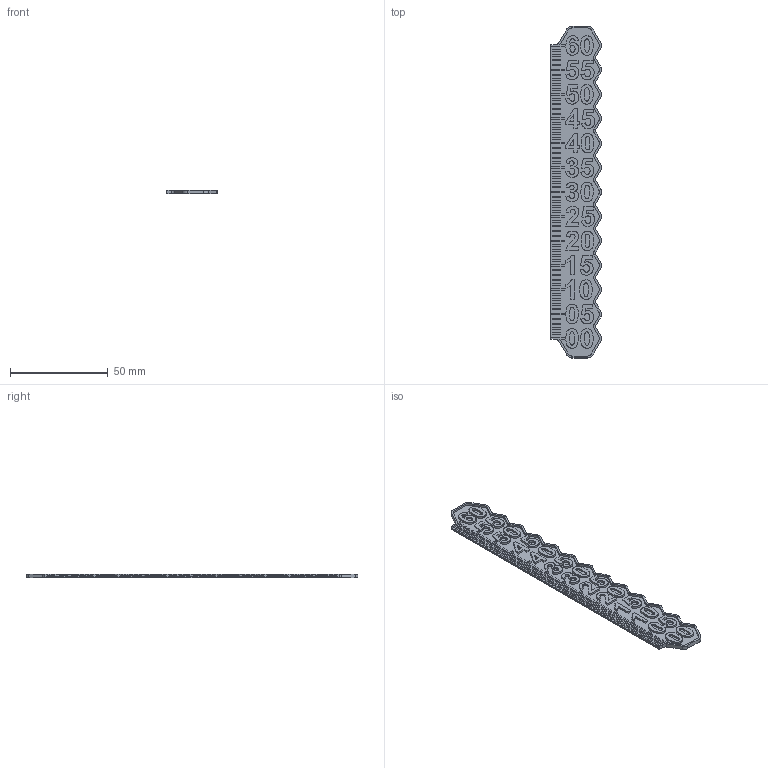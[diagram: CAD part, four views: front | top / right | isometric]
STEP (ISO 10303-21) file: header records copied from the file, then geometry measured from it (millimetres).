
FILE_DESCRIPTION(/* description */ ('Unknown'),/* implementation_level */ '2;1');
FILE_NAME(/* name */ 'CifernikMinutovy ',/* time_stamp */ '2021-05-06T17:37:55+02:00',/* author */ ('Unknown'),/* organization */ ('Unknown'),/* preprocessor_version */ 'ST-DEVELOPER v16.7',/* originating_system */ 'Solid Edge',/* authorisation */ 'Unknown');
FILE_SCHEMA (('AUTOMOTIVE_DESIGN {1 0 10303 214 3 1 1}'));
Length unit declared in the file: millimetre
Products named in the file (1): CifernikMinutovy 
Bounding box: 26.08 x 170 x 2 mm (x, y, z)
Volume: 5494.6 mm3; surface area: 10832.8 mm2
Topology: 1 solids, 1 shells, 616 faces, 1584 edges, 1056 vertices
Faces by surface type: plane 503, cylinder 60, bspline 53
Entity records: 27415 total; most frequent: CARTESIAN_POINT 8355, ORIENTED_EDGE 3130, DIRECTION 2707, EDGE_CURVE 1565, LINE 1339, VECTOR 1339, VERTEX_POINT 1056, EDGE_LOOP 721
